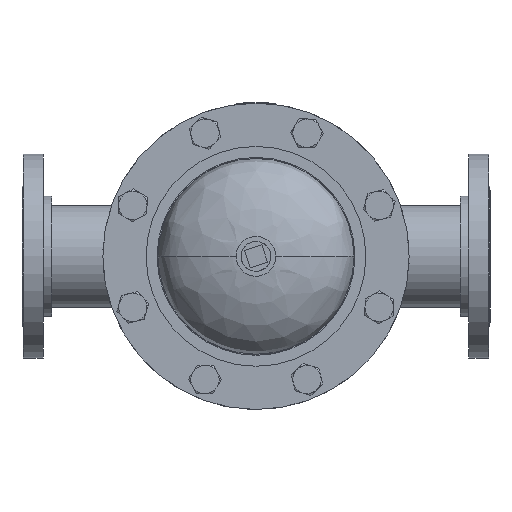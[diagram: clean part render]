
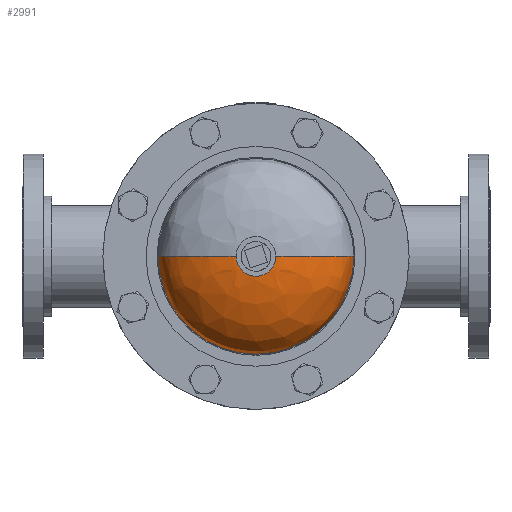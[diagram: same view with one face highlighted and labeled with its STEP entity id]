
A CAD part, front view. The second image highlights one B-rep face of the part: STEP entity #2991.
In plain terms, the highlighted free-form (B-spline) face has degree [3, 3] with [4, 4] control points.
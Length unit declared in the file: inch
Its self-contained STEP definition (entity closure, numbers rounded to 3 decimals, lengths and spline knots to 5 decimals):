
#393 =( BOUNDED_SURFACE ( )  B_SPLINE_SURFACE ( 3, 3, ( 
 ( #3182, #11878, #8012, #11999 ),
 ( #7099, #10953, #11020, #2144 ),
 ( #10000, #1042, #7946, #11941 ),
 ( #3048, #6078, #10115, #2274 ) ),
 .UNSPECIFIED., .F., .F., .F. ) 
 B_SPLINE_SURFACE_WITH_KNOTS ( ( 4, 4 ),
 ( 4, 4 ),
 ( 0., 1. ),
 ( 0., 1. ),
 .UNSPECIFIED. ) 
 GEOMETRIC_REPRESENTATION_ITEM ( )  RATIONAL_B_SPLINE_SURFACE ( (
 ( 1., 0.333, 0.333, 1.),
 ( 0.805, 0.268, 0.268, 0.805),
 ( 0.805, 0.268, 0.268, 0.805),
 ( 1., 0.333, 0.333, 1.) ) ) 
 REPRESENTATION_ITEM ( '' )  SURFACE ( )  );
#396 = DIRECTION ( 'NONE',  ( 1., 0., 0. ) ) ;
#448 = FACE_OUTER_BOUND ( 'NONE', #9990, .T. ) ;
#498 = VERTEX_POINT ( 'NONE', #4256 ) ;
#1042 = CARTESIAN_POINT ( 'NONE',  ( -4.3125, 2.22402, -8.625 ) ) ;
#1255 = VERTEX_POINT ( 'NONE', #1380 ) ;
#1380 = CARTESIAN_POINT ( 'NONE',  ( 0., 3.156, 0. ) ) ;
#2144 = CARTESIAN_POINT ( 'NONE',  ( 2.5262, 3.156, 0. ) ) ;
#2274 = CARTESIAN_POINT ( 'NONE',  ( 4.3125, 0.906, 0. ) ) ;
#2991 = ADVANCED_FACE ( 'NONE', ( #448 ), #393, .F. ) ;
#3048 = CARTESIAN_POINT ( 'NONE',  ( -4.3125, 0.906, 0. ) ) ;
#3145 = AXIS2_PLACEMENT_3D ( 'NONE', #12057, #9017, #396 ) ;
#3182 = CARTESIAN_POINT ( 'NONE',  ( 0., 3.156, 0. ) ) ;
#3544 = EDGE_CURVE ( 'NONE', #1255, #498, #6895, .T. ) ;
#4092 = ORIENTED_EDGE ( 'NONE', *, *, #7482, .F. ) ;
#4256 = CARTESIAN_POINT ( 'NONE',  ( 4.3125, 0.906, 0. ) ) ;
#5029 = CARTESIAN_POINT ( 'NONE',  ( 0., 3.156, 0. ) ) ;
#6078 = CARTESIAN_POINT ( 'NONE',  ( -4.3125, 0.906, -8.625 ) ) ;
#6140 = EDGE_CURVE ( 'NONE', #6615, #498, #8695, .T. ) ;
#6225 = CARTESIAN_POINT ( 'NONE',  ( -4.3125, 0.906, 0. ) ) ;
#6555 = CARTESIAN_POINT ( 'NONE',  ( -4.3125, 0.906, 0. ) ) ;
#6615 = VERTEX_POINT ( 'NONE', #6225 ) ;
#6895 =( BOUNDED_CURVE ( )  B_SPLINE_CURVE ( 3, ( #5029, #9059, #11780, #6938 ),
 .UNSPECIFIED., .F., .T. ) 
 B_SPLINE_CURVE_WITH_KNOTS ( ( 4, 4 ),
 ( 4.71239, 6.28319 ),
 .UNSPECIFIED. ) 
 CURVE ( )  GEOMETRIC_REPRESENTATION_ITEM ( )  RATIONAL_B_SPLINE_CURVE ( ( 1., 0.805, 0.805, 1. ) ) 
 REPRESENTATION_ITEM ( '' )  );
#6938 = CARTESIAN_POINT ( 'NONE',  ( 4.3125, 0.906, 0. ) ) ;
#7099 = CARTESIAN_POINT ( 'NONE',  ( -2.5262, 3.156, 0. ) ) ;
#7482 = EDGE_CURVE ( 'NONE', #1255, #6615, #8209, .T. ) ;
#7946 = CARTESIAN_POINT ( 'NONE',  ( 4.3125, 2.22402, -8.625 ) ) ;
#8012 = CARTESIAN_POINT ( 'NONE',  ( 0., 3.156, 0. ) ) ;
#8209 =( BOUNDED_CURVE ( )  B_SPLINE_CURVE ( 3, ( #12474, #12596, #11390, #6555 ),
 .UNSPECIFIED., .F., .T. ) 
 B_SPLINE_CURVE_WITH_KNOTS ( ( 4, 4 ),
 ( 4.71239, 6.28319 ),
 .UNSPECIFIED. ) 
 CURVE ( )  GEOMETRIC_REPRESENTATION_ITEM ( )  RATIONAL_B_SPLINE_CURVE ( ( 1., 0.805, 0.805, 1. ) ) 
 REPRESENTATION_ITEM ( '' )  );
#8695 = CIRCLE ( 'NONE', #3145, 4.3125 ) ;
#9017 = DIRECTION ( 'NONE',  ( 0., -1., 0. ) ) ;
#9059 = CARTESIAN_POINT ( 'NONE',  ( 2.5262, 3.156, 0. ) ) ;
#9698 = ORIENTED_EDGE ( 'NONE', *, *, #3544, .T. ) ;
#9831 = ORIENTED_EDGE ( 'NONE', *, *, #6140, .F. ) ;
#9990 = EDGE_LOOP ( 'NONE', ( #4092, #9698, #9831 ) ) ;
#10000 = CARTESIAN_POINT ( 'NONE',  ( -4.3125, 2.22402, 0. ) ) ;
#10115 = CARTESIAN_POINT ( 'NONE',  ( 4.3125, 0.906, -8.625 ) ) ;
#10953 = CARTESIAN_POINT ( 'NONE',  ( -2.5262, 3.156, -5.05241 ) ) ;
#11020 = CARTESIAN_POINT ( 'NONE',  ( 2.5262, 3.156, -5.05241 ) ) ;
#11390 = CARTESIAN_POINT ( 'NONE',  ( -4.3125, 2.22402, 0. ) ) ;
#11780 = CARTESIAN_POINT ( 'NONE',  ( 4.3125, 2.22402, 0. ) ) ;
#11878 = CARTESIAN_POINT ( 'NONE',  ( 0., 3.156, 0. ) ) ;
#11941 = CARTESIAN_POINT ( 'NONE',  ( 4.3125, 2.22402, 0. ) ) ;
#11999 = CARTESIAN_POINT ( 'NONE',  ( 0., 3.156, 0. ) ) ;
#12057 = CARTESIAN_POINT ( 'NONE',  ( 0., 0.906, 0. ) ) ;
#12474 = CARTESIAN_POINT ( 'NONE',  ( 0., 3.156, 0. ) ) ;
#12596 = CARTESIAN_POINT ( 'NONE',  ( -2.5262, 3.156, 0. ) ) ;
